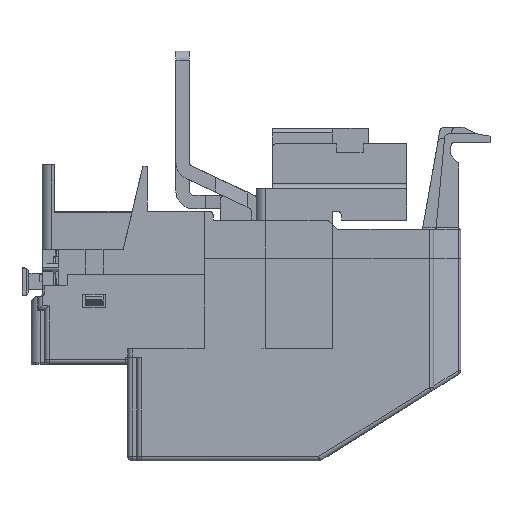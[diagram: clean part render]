
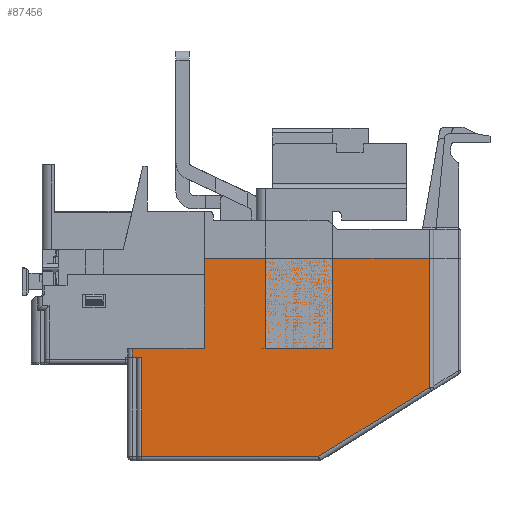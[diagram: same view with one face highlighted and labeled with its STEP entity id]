
A CAD part, left-side view. The second image highlights one B-rep face of the part: STEP entity #87456.
In plain terms, the highlighted planar face has unit normal (-1, 0, 0).
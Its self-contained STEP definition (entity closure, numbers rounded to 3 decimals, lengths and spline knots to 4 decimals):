
#68209=DIRECTION('',(0.,-1.,0.));
#68210=VECTOR('',#68209,0.6299);
#68211=CARTESIAN_POINT('',(-2.6846,1.9389,
0.0984));
#68212=LINE('',#68211,#68210);
#68274=DIRECTION('',(0.,1.,0.));
#68275=VECTOR('',#68274,0.0787);
#68276=CARTESIAN_POINT('',(-2.6846,1.8602,
0.0197));
#68277=LINE('',#68276,#68275);
#68931=DIRECTION('',(0.,-1.,0.));
#68932=VECTOR('',#68931,1.9685);
#68933=CARTESIAN_POINT('',(-2.6846,1.309,
0.8858));
#68934=LINE('',#68933,#68932);
#72369=DIRECTION('',(0.,-0.848,0.53));
#72370=VECTOR('',#72369,1.1391);
#72371=CARTESIAN_POINT('',(-2.6846,0.3065,
-0.8465));
#72372=LINE('',#72371,#72370);
#72376=DIRECTION('',(0.,0.,-1.));
#72377=VECTOR('',#72376,0.7874);
#72378=CARTESIAN_POINT('',(-2.6846,1.309,
0.8858));
#72379=LINE('',#72378,#72377);
#78264=DIRECTION('',(0.,1.,0.));
#78265=VECTOR('',#78264,1.5537);
#78266=CARTESIAN_POINT('',(-2.6846,0.3065,
-0.8465));
#78267=LINE('',#78266,#78265);
#78601=DIRECTION('',(0.,0.,1.));
#78602=VECTOR('',#78601,0.8661);
#78603=CARTESIAN_POINT('',(-2.6846,1.8602,
-0.8465));
#78604=LINE('',#78603,#78602);
#79007=DIRECTION('',(0.,0.,1.));
#79008=VECTOR('',#79007,0.0787);
#79009=CARTESIAN_POINT('',(-2.6846,1.9389,
0.0197));
#79010=LINE('',#79009,#79008);
#79143=DIRECTION('',(0.,0.,-1.));
#79144=VECTOR('',#79143,1.1287);
#79145=CARTESIAN_POINT('',(-2.6846,-0.6595,
0.8858));
#79146=LINE('',#79145,#79144);
#81164=CARTESIAN_POINT('',(-2.6846,1.9389,
0.0984));
#81166=VERTEX_POINT('',#81164);
#81201=CARTESIAN_POINT('',(-2.6846,1.9389,
0.0197));
#81203=VERTEX_POINT('',#81201);
#81311=CARTESIAN_POINT('',(-2.6846,1.8602,
0.0197));
#81312=VERTEX_POINT('',#81311);
#81540=CARTESIAN_POINT('',(-2.6846,1.309,
0.8858));
#81541=VERTEX_POINT('',#81540);
#81542=CARTESIAN_POINT('',(-2.6846,-0.6595,
0.8858));
#81543=VERTEX_POINT('',#81542);
#82236=CARTESIAN_POINT('',(-2.6846,1.309,
0.0984));
#82237=VERTEX_POINT('',#82236);
#82390=CARTESIAN_POINT('',(-2.6846,1.8602,
-0.8465));
#82391=VERTEX_POINT('',#82390);
#82396=CARTESIAN_POINT('',(-2.6846,0.3065,
-0.8465));
#82397=CARTESIAN_POINT('',(-2.6846,-0.6595,
-0.2428));
#82398=VERTEX_POINT('',#82396);
#82399=VERTEX_POINT('',#82397);
#87435=CARTESIAN_POINT('',(-2.6846,-0.9351,
0.8858));
#87436=DIRECTION('',(-1.,0.,0.));
#87437=DIRECTION('',(0.,0.,1.));
#87438=AXIS2_PLACEMENT_3D('',#87435,#87436,#87437);
#87439=PLANE('',#87438);
#87441=ORIENTED_EDGE('',*,*,#87440,.F.);
#87443=ORIENTED_EDGE('',*,*,#87442,.T.);
#87445=ORIENTED_EDGE('',*,*,#87444,.T.);
#87446=ORIENTED_EDGE('',*,*,#83563,.T.);
#87448=ORIENTED_EDGE('',*,*,#87447,.T.);
#87449=ORIENTED_EDGE('',*,*,#83462,.T.);
#87450=ORIENTED_EDGE('',*,*,#86854,.F.);
#87451=ORIENTED_EDGE('',*,*,#84047,.T.);
#87453=ORIENTED_EDGE('',*,*,#87452,.T.);
#87454=EDGE_LOOP('',(#87441,#87443,#87445,#87446,#87448,#87449,#87450,#87451,
#87453));
#87455=FACE_OUTER_BOUND('',#87454,.F.);
#83462=EDGE_CURVE('',#81166,#82237,#68212,.T.);
#83563=EDGE_CURVE('',#81312,#81203,#68277,.T.);
#84047=EDGE_CURVE('',#81541,#81543,#68934,.T.);
#86854=EDGE_CURVE('',#81541,#82237,#72379,.T.);
#87440=EDGE_CURVE('',#82398,#82399,#72372,.T.);
#87442=EDGE_CURVE('',#82398,#82391,#78267,.T.);
#87444=EDGE_CURVE('',#82391,#81312,#78604,.T.);
#87447=EDGE_CURVE('',#81203,#81166,#79010,.T.);
#87452=EDGE_CURVE('',#81543,#82399,#79146,.T.);
#87456=ADVANCED_FACE('',(#87455),#87439,.T.);
